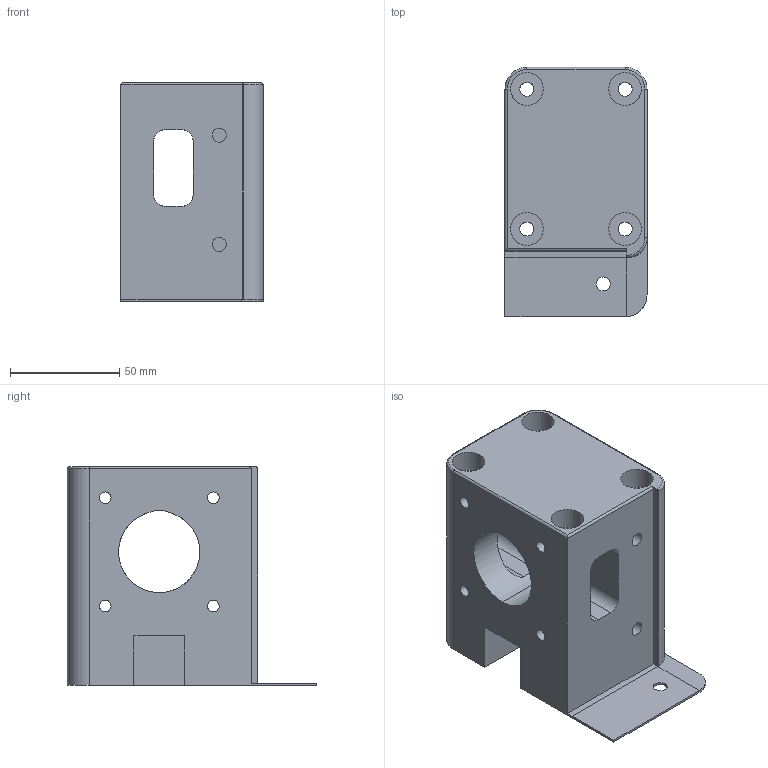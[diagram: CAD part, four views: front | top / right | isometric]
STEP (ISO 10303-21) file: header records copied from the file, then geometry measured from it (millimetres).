
FILE_DESCRIPTION(('FreeCAD Model'),'2;1');
FILE_NAME('Open CASCADE Shape Model','2025-04-29T08:09:36',('Author'),( ''),'Open CASCADE STEP processor 7.8','FreeCAD','Unknown');
FILE_SCHEMA(('AUTOMOTIVE_DESIGN { 1 0 10303 214 1 1 1 1 }'));
Length unit declared in the file: millimetre
Products named in the file (1): Fillet001
Bounding box: 65 x 114 x 100 mm (x, y, z)
Volume: 377335.3 mm3; surface area: 69639.2 mm2
Topology: 1 solids, 1 shells, 98 faces, 267 edges, 177 vertices
Faces by surface type: plane 57, cylinder 38, torus 3
Full cylindrical faces by diameter (mm): 5.4 x4, 6.4 x7, 15 x4
Entity records: 3603 total; most frequent: CARTESIAN_POINT 987, DIRECTION 539, ORIENTED_EDGE 534, EDGE_CURVE 267, AXIS2_PLACEMENT_3D 185, VERTEX_POINT 177, LINE 169, VECTOR 169
